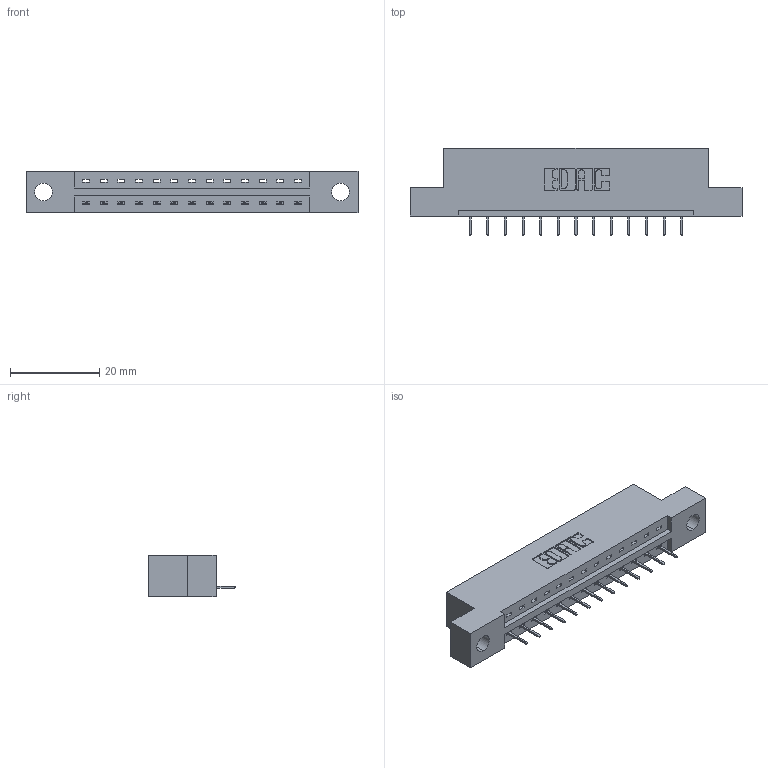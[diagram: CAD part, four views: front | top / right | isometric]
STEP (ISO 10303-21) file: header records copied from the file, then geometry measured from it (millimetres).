
FILE_DESCRIPTION (( 'STEP AP203' ), '1' );
FILE_NAME ('337-013-524-104.STEP', '2019-09-28T01:48:10', ( '' ), ( '' ), 'SwSTEP 2.0', 'SolidWorks 2016', '' );
FILE_SCHEMA (( 'CONFIG_CONTROL_DESIGN' ));
Length unit declared in the file: inch
Products named in the file (3): 337 Part_Flush Mounting Lugs - 0.156 Dia-TH; 345-292-001_345-293-124; 337-013-524-104
Assembly tree (14 placements, depth 2):
  337-013-524-104
    337 Part_Flush Mounting Lugs - 0.156 Dia-TH
    345-292-001_345-293-124  x13
Bounding box: 74.52 x 19.69 x 9.4 mm (x, y, z)
Volume: 7243.4 mm3; surface area: 6938.7 mm2
Topology: 14 solids, 14 shells, 972 faces, 2807 edges, 1818 vertices
Faces by surface type: plane 746, cylinder 226
Entity records: 13491 total; most frequent: CARTESIAN_POINT 2353, ORIENTED_EDGE 2302, DIRECTION 2041, EDGE_CURVE 1151, VECTOR 1027, LINE 1027, VERTEX_POINT 762, AXIS2_PLACEMENT_3D 507
